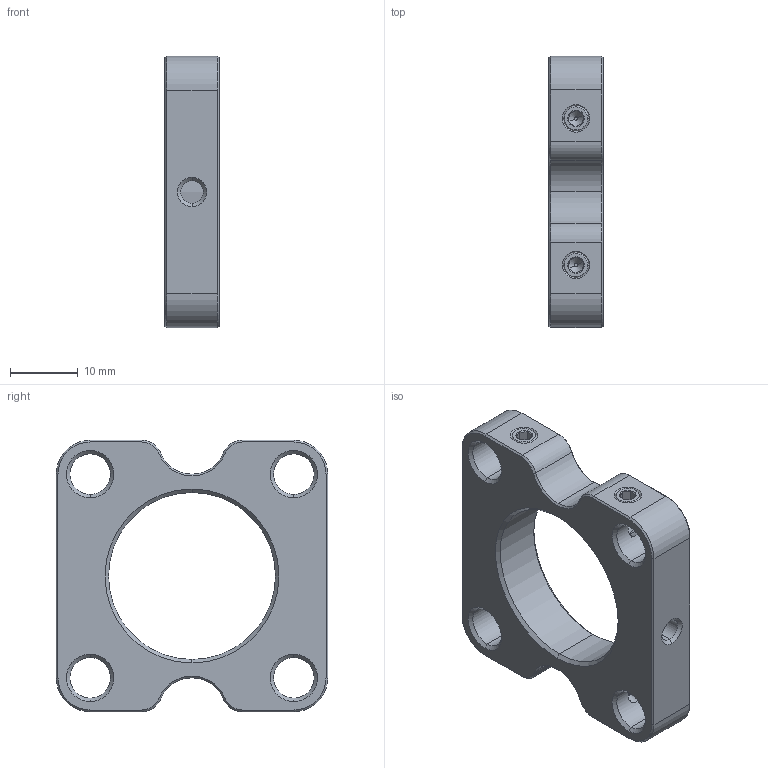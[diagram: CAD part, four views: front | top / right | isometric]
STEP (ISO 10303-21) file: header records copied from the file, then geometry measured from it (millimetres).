
FILE_DESCRIPTION (( 'STEP AP214' ), '1' );
FILE_NAME ('2.2.1.17_L30B-C_30 mm笼板，带C-Mount螺纹，M4螺纹.STEP', '2021-07-21T06:01:38', ( 'Microsoft' ), ( 'Microsoft' ), 'SwSTEP 2.0', 'SolidWorks 2018', '' );
FILE_SCHEMA (( 'AUTOMOTIVE_DESIGN' ));
Length unit declared in the file: millimetre
Products named in the file (1): 2.2.1.17_L30B-C_30 mm笼板，带C-Mount螺纹，M4螺纹
Bounding box: 8 x 40 x 40 mm (x, y, z)
Surface area: 4607.6 mm2 (no closed solid volume)
Topology: 0 solids, 9 shells, 183 faces, 412 edges, 231 vertices
Faces by surface type: cone 100, plane 52, cylinder 31
Entity records: 7233 total; most frequent: CARTESIAN_POINT 1131, DIRECTION 915, ORIENTED_EDGE 766, EDGE_CURVE 404, AXIS2_PLACEMENT_3D 359, VERTEX_POINT 231, EDGE_LOOP 206, VECTOR 197
